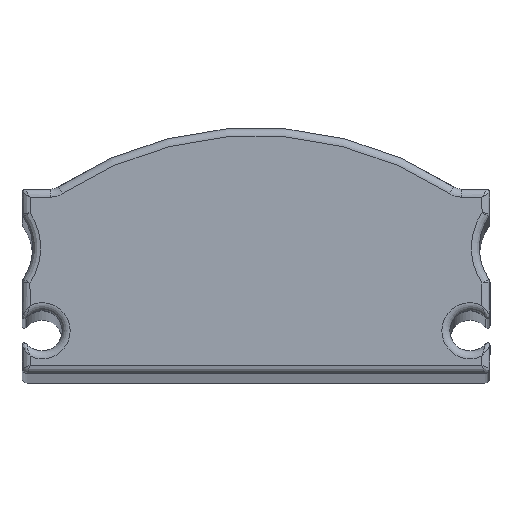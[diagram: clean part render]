
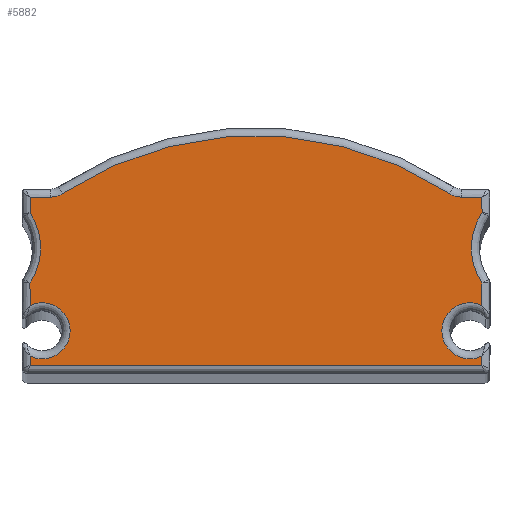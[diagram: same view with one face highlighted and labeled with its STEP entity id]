
A CAD part, top view. The second image highlights one B-rep face of the part: STEP entity #5882.
In plain terms, the highlighted planar face has unit normal (0, 0, 1).
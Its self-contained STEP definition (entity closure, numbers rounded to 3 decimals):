
#4038=DIRECTION('',(0.,-1.,0.));
#4039=VECTOR('',#4038,0.588);
#4040=CARTESIAN_POINT('',(-8.45,2.002,101.95));
#4041=LINE('',#4040,#4039);
#4045=DIRECTION('',(-1.,0.,0.));
#4046=VECTOR('',#4045,0.778);
#4047=CARTESIAN_POINT('',(-7.672,2.002,101.95));
#4048=LINE('',#4047,#4046);
#4052=CARTESIAN_POINT('',(-7.672,2.802,101.95));
#4053=DIRECTION('',(0.,0.,-1.));
#4054=DIRECTION('',(0.549,-0.836,0.));
#4055=AXIS2_PLACEMENT_3D('',#4052,#4053,#4054);
#4060=CARTESIAN_POINT('',(0.,-8.867,101.95));
#4061=DIRECTION('',(0.,0.,1.));
#4062=DIRECTION('',(0.549,0.836,0.));
#4063=AXIS2_PLACEMENT_3D('',#4060,#4061,#4062);
#4068=CARTESIAN_POINT('',(7.672,2.802,101.95));
#4069=DIRECTION('',(0.,0.,-1.));
#4070=DIRECTION('',(0.,-1.,0.));
#4071=AXIS2_PLACEMENT_3D('',#4068,#4069,#4070);
#4076=DIRECTION('',(-1.,0.,0.));
#4077=VECTOR('',#4076,0.778);
#4078=CARTESIAN_POINT('',(8.45,2.002,101.95));
#4079=LINE('',#4078,#4077);
#4083=DIRECTION('',(0.,1.,0.));
#4084=VECTOR('',#4083,0.587);
#4085=CARTESIAN_POINT('',(8.45,1.415,101.95));
#4086=LINE('',#4085,#4084);
#4090=CARTESIAN_POINT('',(10.402,0.102,101.95));
#4091=DIRECTION('',(0.,0.,-1.));
#4092=DIRECTION('',(-0.83,-0.557,0.));
#4093=AXIS2_PLACEMENT_3D('',#4090,#4091,#4092);
#4098=DIRECTION('',(0.,1.,0.));
#4099=VECTOR('',#4098,0.839);
#4100=CARTESIAN_POINT('',(8.45,-2.049,101.95));
#4101=LINE('',#4100,#4099);
#4105=CARTESIAN_POINT('',(8.,-2.998,101.95));
#4106=DIRECTION('',(0.,0.,-1.));
#4107=DIRECTION('',(0.429,-0.904,0.));
#4108=AXIS2_PLACEMENT_3D('',#4105,#4106,#4107);
#4113=DIRECTION('',(0.,1.,0.));
#4114=VECTOR('',#4113,0.351);
#4115=CARTESIAN_POINT('',(8.45,-4.298,101.95));
#4116=LINE('',#4115,#4114);
#4120=DIRECTION('',(1.,0.,0.));
#4121=VECTOR('',#4120,16.9);
#4122=CARTESIAN_POINT('',(-8.45,-4.298,101.95));
#4123=LINE('',#4122,#4121);
#4127=DIRECTION('',(0.,-1.,0.));
#4128=VECTOR('',#4127,0.351);
#4129=CARTESIAN_POINT('',(-8.45,-3.947,101.95));
#4130=LINE('',#4129,#4128);
#4134=CARTESIAN_POINT('',(-8.,-2.998,101.95));
#4135=DIRECTION('',(0.,0.,-1.));
#4136=DIRECTION('',(-0.429,0.904,0.));
#4137=AXIS2_PLACEMENT_3D('',#4134,#4135,#4136);
#4142=DIRECTION('',(0.,-1.,0.));
#4143=VECTOR('',#4142,0.838);
#4144=CARTESIAN_POINT('',(-8.45,-1.211,101.95));
#4145=LINE('',#4144,#4143);
#4149=CARTESIAN_POINT('',(-10.402,0.102,101.95));
#4150=DIRECTION('',(0.,0.,-1.));
#4151=DIRECTION('',(0.83,0.557,0.));
#4152=AXIS2_PLACEMENT_3D('',#4149,#4150,#4151);
#5599=CARTESIAN_POINT('',(-8.45,2.002,101.95));
#5600=CARTESIAN_POINT('',(-8.45,1.414,101.95));
#5601=VERTEX_POINT('',#5599);
#5602=VERTEX_POINT('',#5600);
#5607=CARTESIAN_POINT('',(-8.451,-1.212,101.95));
#5608=VERTEX_POINT('',#5607);
#5613=CARTESIAN_POINT('',(-8.45,-2.049,101.95));
#5614=VERTEX_POINT('',#5613);
#5619=CARTESIAN_POINT('',(-8.45,-3.947,101.95));
#5620=VERTEX_POINT('',#5619);
#5625=CARTESIAN_POINT('',(-8.45,-4.298,101.95));
#5626=VERTEX_POINT('',#5625);
#5627=CARTESIAN_POINT('',(8.45,-4.298,101.95));
#5628=VERTEX_POINT('',#5627);
#5637=CARTESIAN_POINT('',(8.45,-3.947,101.95));
#5638=VERTEX_POINT('',#5637);
#5643=CARTESIAN_POINT('',(8.45,-2.049,101.95));
#5644=VERTEX_POINT('',#5643);
#5649=CARTESIAN_POINT('',(8.45,-1.21,101.95));
#5650=VERTEX_POINT('',#5649);
#5655=CARTESIAN_POINT('',(8.451,1.416,101.95));
#5656=VERTEX_POINT('',#5655);
#5661=CARTESIAN_POINT('',(8.45,2.002,101.95));
#5662=VERTEX_POINT('',#5661);
#5667=CARTESIAN_POINT('',(-7.672,2.002,101.95));
#5668=VERTEX_POINT('',#5667);
#5669=CARTESIAN_POINT('',(-7.233,2.133,101.95));
#5670=VERTEX_POINT('',#5669);
#5673=CARTESIAN_POINT('',(7.233,2.133,101.95));
#5674=VERTEX_POINT('',#5673);
#5677=CARTESIAN_POINT('',(7.672,2.002,101.95));
#5678=VERTEX_POINT('',#5677);
#5844=CARTESIAN_POINT('',(0.,0.,101.95));
#5845=DIRECTION('',(0.,0.,1.));
#5846=DIRECTION('',(1.,0.,0.));
#5847=AXIS2_PLACEMENT_3D('',#5844,#5845,#5846);
#5848=PLANE('',#5847);
#5850=ORIENTED_EDGE('',*,*,#5849,.F.);
#5852=ORIENTED_EDGE('',*,*,#5851,.F.);
#5854=ORIENTED_EDGE('',*,*,#5853,.F.);
#5855=ORIENTED_EDGE('',*,*,#5834,.F.);
#5857=ORIENTED_EDGE('',*,*,#5856,.F.);
#5859=ORIENTED_EDGE('',*,*,#5858,.F.);
#5861=ORIENTED_EDGE('',*,*,#5860,.F.);
#5863=ORIENTED_EDGE('',*,*,#5862,.F.);
#5865=ORIENTED_EDGE('',*,*,#5864,.F.);
#5867=ORIENTED_EDGE('',*,*,#5866,.F.);
#5869=ORIENTED_EDGE('',*,*,#5868,.F.);
#5871=ORIENTED_EDGE('',*,*,#5870,.F.);
#5873=ORIENTED_EDGE('',*,*,#5872,.F.);
#5875=ORIENTED_EDGE('',*,*,#5874,.F.);
#5877=ORIENTED_EDGE('',*,*,#5876,.F.);
#5879=ORIENTED_EDGE('',*,*,#5878,.F.);
#5880=EDGE_LOOP('',(#5850,#5852,#5854,#5855,#5857,#5859,#5861,#5863,#5865,#5867,
#5869,#5871,#5873,#5875,#5877,#5879));
#5881=FACE_OUTER_BOUND('',#5880,.F.);
#4056=CIRCLE('',#4055,0.8);
#4064=CIRCLE('',#4063,13.165);
#4072=CIRCLE('',#4071,0.8);
#4094=CIRCLE('',#4093,2.352);
#4109=CIRCLE('',#4108,1.05);
#4138=CIRCLE('',#4137,1.05);
#4153=CIRCLE('',#4152,2.352);
#5834=EDGE_CURVE('',#5674,#5670,#4064,.T.);
#5849=EDGE_CURVE('',#5601,#5602,#4041,.T.);
#5851=EDGE_CURVE('',#5668,#5601,#4048,.T.);
#5853=EDGE_CURVE('',#5670,#5668,#4056,.T.);
#5856=EDGE_CURVE('',#5678,#5674,#4072,.T.);
#5858=EDGE_CURVE('',#5662,#5678,#4079,.T.);
#5860=EDGE_CURVE('',#5656,#5662,#4086,.T.);
#5862=EDGE_CURVE('',#5650,#5656,#4094,.T.);
#5864=EDGE_CURVE('',#5644,#5650,#4101,.T.);
#5866=EDGE_CURVE('',#5638,#5644,#4109,.T.);
#5868=EDGE_CURVE('',#5628,#5638,#4116,.T.);
#5870=EDGE_CURVE('',#5626,#5628,#4123,.T.);
#5872=EDGE_CURVE('',#5620,#5626,#4130,.T.);
#5874=EDGE_CURVE('',#5614,#5620,#4138,.T.);
#5876=EDGE_CURVE('',#5608,#5614,#4145,.T.);
#5878=EDGE_CURVE('',#5602,#5608,#4153,.T.);
#5882=ADVANCED_FACE('',(#5881),#5848,.T.);
